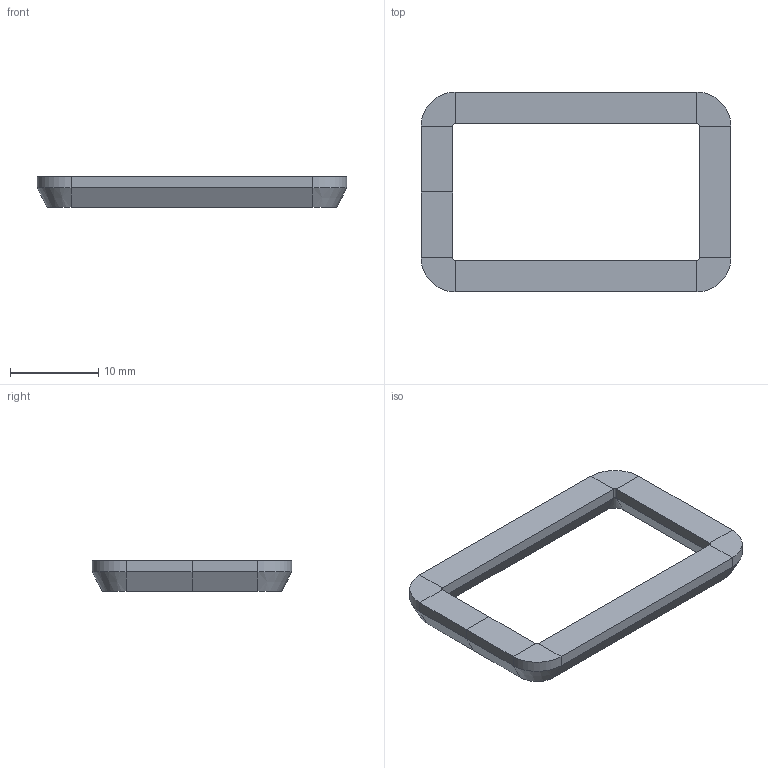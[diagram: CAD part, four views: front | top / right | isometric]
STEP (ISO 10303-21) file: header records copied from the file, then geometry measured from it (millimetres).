
FILE_DESCRIPTION (( 'STEP AP214' ), '1' );
FILE_NAME ('FMW90NG001_3D.step', '2025-04-10T14:37:12', ( '' ), ( '' ), 'SwSTEP 2.0', 'SolidWorks 2022', '' );
FILE_SCHEMA (( 'AUTOMOTIVE_DESIGN' ));
Length unit declared in the file: inch
Products named in the file (1): FMW90NG001_3D
Bounding box: 35.2 x 22.7 x 3.5 mm (x, y, z)
Volume: 978.9 mm3; surface area: 1217.7 mm2
Topology: 1 solids, 1 shells, 54 faces, 108 edges, 54 vertices
Faces by surface type: plane 38, cone 8, cylinder 8
Entity records: 1368 total; most frequent: DIRECTION 242, CARTESIAN_POINT 217, ORIENTED_EDGE 216, EDGE_CURVE 108, LINE 84, VECTOR 84, AXIS2_PLACEMENT_3D 79, VERTEX_POINT 54
